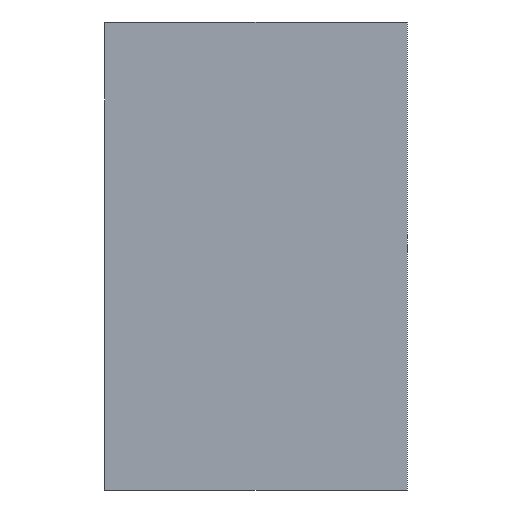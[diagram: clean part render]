
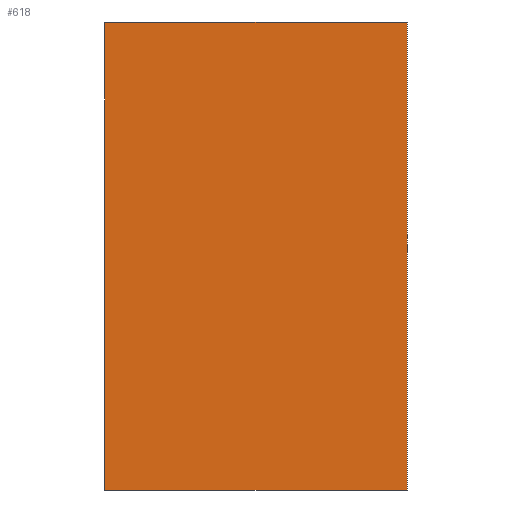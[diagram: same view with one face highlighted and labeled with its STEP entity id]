
A CAD part, left-side view. The second image highlights one B-rep face of the part: STEP entity #618.
In plain terms, the highlighted planar face has unit normal (-1, 0, 0).
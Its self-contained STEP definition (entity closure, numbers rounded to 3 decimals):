
#17 = ORIENTED_EDGE ( 'NONE', *, *, #996, .T. ) ;
#32 = VERTEX_POINT ( 'NONE', #322 ) ;
#38 = VECTOR ( 'NONE', #958, 1000. ) ;
#99 = CARTESIAN_POINT ( 'NONE',  ( -0.8, 0., -0.425 ) ) ;
#135 = CARTESIAN_POINT ( 'NONE',  ( -0.8, 0.55, -0.425 ) ) ;
#203 = CARTESIAN_POINT ( 'NONE',  ( -0.8, 0.55, 0.425 ) ) ;
#210 = FACE_OUTER_BOUND ( 'NONE', #1129, .T. ) ;
#216 = EDGE_CURVE ( 'NONE', #631, #32, #961, .T. ) ;
#244 = CARTESIAN_POINT ( 'NONE',  ( -0.8, 0., 0.425 ) ) ;
#252 = ORIENTED_EDGE ( 'NONE', *, *, #216, .T. ) ;
#260 = CARTESIAN_POINT ( 'NONE',  ( -0.8, 0.55, 0.425 ) ) ;
#288 = CARTESIAN_POINT ( 'NONE',  ( -0.8, 0., 0.425 ) ) ;
#304 = VERTEX_POINT ( 'NONE', #557 ) ;
#322 = CARTESIAN_POINT ( 'NONE',  ( -0.8, 0., -0.425 ) ) ;
#352 = ORIENTED_EDGE ( 'NONE', *, *, #1197, .F. ) ;
#375 = VERTEX_POINT ( 'NONE', #203 ) ;
#425 = LINE ( 'NONE', #288, #38 ) ;
#426 = DIRECTION ( 'NONE',  ( 1., 0., 0. ) ) ;
#437 = DIRECTION ( 'NONE',  ( 0., 0., -1. ) ) ;
#453 = LINE ( 'NONE', #260, #597 ) ;
#540 = CARTESIAN_POINT ( 'NONE',  ( -0.8, 0., 0.425 ) ) ;
#557 = CARTESIAN_POINT ( 'NONE',  ( -0.8, 0., 0.425 ) ) ;
#574 = DIRECTION ( 'NONE',  ( 0., -1., 0. ) ) ;
#597 = VECTOR ( 'NONE', #437, 1000. ) ;
#618 = ADVANCED_FACE ( 'NONE', ( #210 ), #1068, .F. ) ;
#631 = VERTEX_POINT ( 'NONE', #135 ) ;
#681 = LINE ( 'NONE', #540, #1113 ) ;
#775 = EDGE_CURVE ( 'NONE', #304, #32, #425, .T. ) ;
#958 = DIRECTION ( 'NONE',  ( 0., 0., -1. ) ) ;
#961 = LINE ( 'NONE', #99, #1188 ) ;
#993 = AXIS2_PLACEMENT_3D ( 'NONE', #244, #426, #1081 ) ;
#996 = EDGE_CURVE ( 'NONE', #375, #631, #453, .T. ) ;
#1068 = PLANE ( 'NONE',  #993 ) ;
#1081 = DIRECTION ( 'NONE',  ( 0., 0., -1. ) ) ;
#1099 = ORIENTED_EDGE ( 'NONE', *, *, #775, .F. ) ;
#1113 = VECTOR ( 'NONE', #1204, 1000. ) ;
#1129 = EDGE_LOOP ( 'NONE', ( #252, #1099, #352, #17 ) ) ;
#1188 = VECTOR ( 'NONE', #574, 1000. ) ;
#1197 = EDGE_CURVE ( 'NONE', #375, #304, #681, .T. ) ;
#1204 = DIRECTION ( 'NONE',  ( 0., -1., 0. ) ) ;
